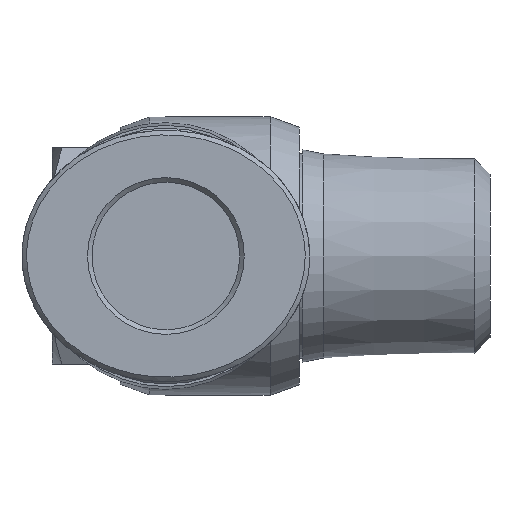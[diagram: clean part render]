
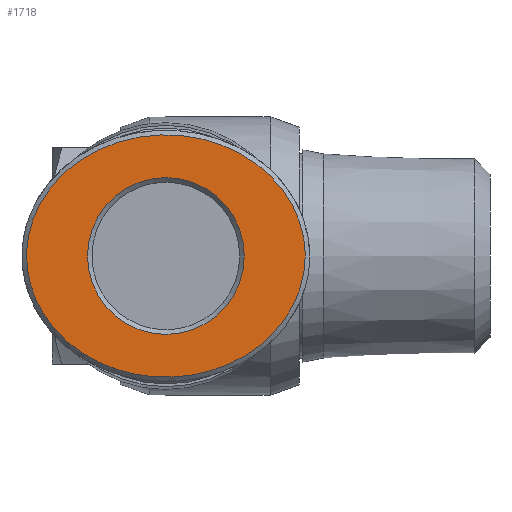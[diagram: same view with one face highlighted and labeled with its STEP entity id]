
A CAD part, front view. The second image highlights one B-rep face of the part: STEP entity #1718.
In plain terms, the highlighted face is planar.
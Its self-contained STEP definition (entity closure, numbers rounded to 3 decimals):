
#1645=CARTESIAN_POINT('',(9.2,5.8,0.));
#1646=VERTEX_POINT('',#1645);
#1676=CARTESIAN_POINT('',(9.2,5.8,0.));
#1677=CARTESIAN_POINT('',(9.2,5.8,1.19));
#1678=CARTESIAN_POINT('',(8.58,5.8,3.571));
#1679=CARTESIAN_POINT('',(5.951,5.8,6.456));
#1680=CARTESIAN_POINT('',(2.127,5.8,8.066));
#1681=CARTESIAN_POINT('',(-2.127,5.8,8.067));
#1682=CARTESIAN_POINT('',(-5.952,5.8,6.455));
#1683=CARTESIAN_POINT('',(-8.58,5.8,3.572));
#1684=CARTESIAN_POINT('',(-9.512,5.8,-0.001));
#1685=CARTESIAN_POINT('',(-8.681,5.8,-3.172));
#1686=CARTESIAN_POINT('',(-6.344,5.8,-6.179));
#1687=CARTESIAN_POINT('',(-2.605,5.8,-8.072));
#1688=CARTESIAN_POINT('',(2.129,5.8,-8.064));
#1689=CARTESIAN_POINT('',(5.95,5.8,-6.457));
#1690=CARTESIAN_POINT('',(8.581,5.8,-3.57));
#1691=CARTESIAN_POINT('',(9.2,5.8,-1.19));
#1692=CARTESIAN_POINT('',(9.2,5.8,0.));
#1693=B_SPLINE_CURVE_WITH_KNOTS('',3,(#1676,#1677,#1678,#1679,#1680,#1681,#1682,#1683,#1684,#1685,#1686,#1687,#1688,#1689,#1690,#1691,#1692),.UNSPECIFIED.,.T.,.U.,(4,1,1,1,1,1,1,1,1,1,1,1,1,1,4),(-3.142,-2.693,-2.244,-1.795,-1.346,-0.898,-0.449,0.,0.449,0.748,1.346,1.795,2.244,2.693,3.142),.UNSPECIFIED.);
#1694=EDGE_CURVE('',#1646,#1646,#1693,.T.);
#1699=CARTESIAN_POINT('',(0.,5.8,0.));
#1700=DIRECTION('',(0.0,-1.0,0.0));
#1701=DIRECTION('',(0.0,0.0,-1.0));
#1702=AXIS2_PLACEMENT_3D('',#1699,#1700,#1701);
#1703=PLANE('',#1702);
#1704=ORIENTED_EDGE('',*,*,#1694,.F.);
#1705=EDGE_LOOP('',(#1704));
#1706=FACE_OUTER_BOUND('',#1705,.T.);
#1707=CARTESIAN_POINT('',(5.175,5.8,0.));
#1708=VERTEX_POINT('',#1707);
#1709=CARTESIAN_POINT('',(0.,5.8,0.0));
#1710=DIRECTION('',(0.0,1.0,0.0));
#1711=DIRECTION('',(-1.0,0.0,0.0));
#1712=AXIS2_PLACEMENT_3D('',#1709,#1710,#1711);
#1713=CIRCLE('',#1712,5.175);
#1714=EDGE_CURVE('',#1708,#1708,#1713,.T.);
#1715=ORIENTED_EDGE('',*,*,#1714,.F.);
#1716=EDGE_LOOP('',(#1715));
#1717=FACE_BOUND('',#1716,.T.);
#1718=ADVANCED_FACE('',(#1706,#1717),#1703,.F.);
